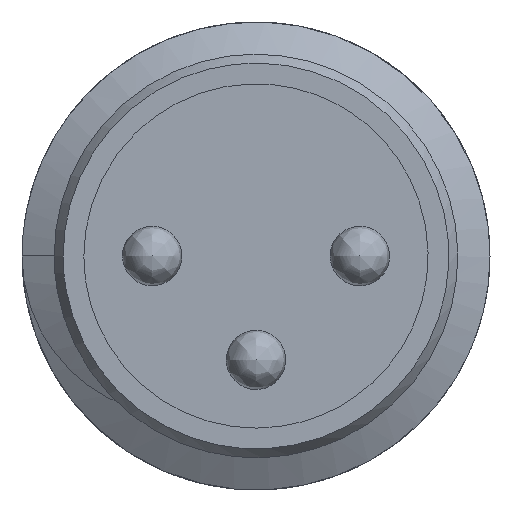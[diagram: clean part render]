
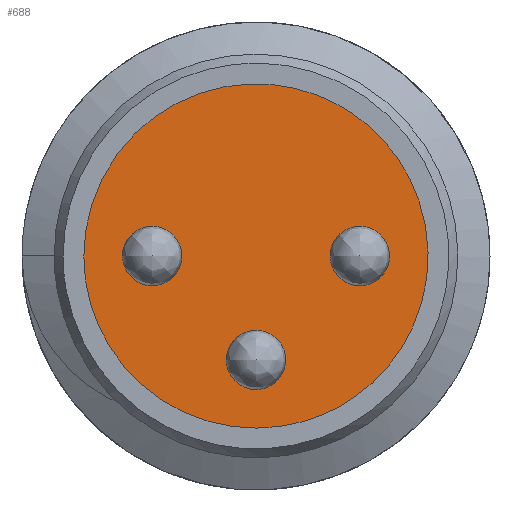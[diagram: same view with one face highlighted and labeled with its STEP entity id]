
A CAD part, left-side view. The second image highlights one B-rep face of the part: STEP entity #688.
In plain terms, the highlighted free-form (B-spline) face has degree [1, 1] with [2, 2] control points.
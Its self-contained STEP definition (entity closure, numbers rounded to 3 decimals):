
#617=CARTESIAN_POINT('',(5.,2.9,0.));
#618=VERTEX_POINT('',#617);
#624=CARTESIAN_POINT('',(5.,2.9,0.));
#625=CARTESIAN_POINT('',(5.,2.9,5.023));
#626=CARTESIAN_POINT('',(5.,-1.45,2.511));
#627=CARTESIAN_POINT('',(5.,-5.8,0.));
#628=CARTESIAN_POINT('',(5.,-1.45,-2.511));
#629=CARTESIAN_POINT('',(5.,2.9,-5.023));
#630=CARTESIAN_POINT('',(5.,2.9,0.));
#631=(BOUNDED_CURVE()B_SPLINE_CURVE(2,(#624,#625,#626,#627,#628,#629,#630),.CIRCULAR_ARC.,.T.,.U.)B_SPLINE_CURVE_WITH_KNOTS((3,2,2,3),(0.,0.333,0.667,1.),.UNSPECIFIED.)CURVE()GEOMETRIC_REPRESENTATION_ITEM()RATIONAL_B_SPLINE_CURVE((1.,0.5,1.,0.5,1.,0.5,1.))REPRESENTATION_ITEM(''));
#632=EDGE_CURVE('',#618,#618,#631,.T.);
#638=CARTESIAN_POINT('',(5.,-6.302,5.525));
#639=CARTESIAN_POINT('',(5.,-6.302,-5.525));
#640=CARTESIAN_POINT('',(5.,4.748,5.525));
#641=CARTESIAN_POINT('',(5.,4.748,-5.525));
#642=B_SPLINE_SURFACE_WITH_KNOTS('',1,1,((#638,#639),(#640,#641)),.PLANE_SURF.,.F.,.F.,.U.,(2,2),(2,2),(0.,1.),(0.,1.),.UNSPECIFIED.);
#643=ORIENTED_EDGE('',*,*,#632,.F.);
#644=EDGE_LOOP('',(#643));
#645=FACE_OUTER_BOUND('',#644,.T.);
#646=CARTESIAN_POINT('',(5.,-1.25,0.));
#647=VERTEX_POINT('',#646);
#648=CARTESIAN_POINT('',(5.,-1.25,0.));
#649=CARTESIAN_POINT('',(5.,-1.25,0.866));
#650=CARTESIAN_POINT('',(5.,-2.,0.433));
#651=CARTESIAN_POINT('',(5.,-2.75,0.));
#652=CARTESIAN_POINT('',(5.,-2.,-0.433));
#653=CARTESIAN_POINT('',(5.,-1.25,-0.866));
#654=CARTESIAN_POINT('',(5.,-1.25,0.));
#655=(BOUNDED_CURVE()B_SPLINE_CURVE(2,(#648,#649,#650,#651,#652,#653,#654),.CIRCULAR_ARC.,.T.,.U.)B_SPLINE_CURVE_WITH_KNOTS((3,2,2,3),(0.,0.333,0.667,1.),.UNSPECIFIED.)CURVE()GEOMETRIC_REPRESENTATION_ITEM()RATIONAL_B_SPLINE_CURVE((1.,0.5,1.,0.5,1.,0.5,1.))REPRESENTATION_ITEM(''));
#656=EDGE_CURVE('',#647,#647,#655,.T.);
#657=ORIENTED_EDGE('',*,*,#656,.T.);
#658=EDGE_LOOP('',(#657));
#659=FACE_BOUND('',#658,.T.);
#660=CARTESIAN_POINT('',(5.,2.25,0.));
#661=VERTEX_POINT('',#660);
#662=CARTESIAN_POINT('',(5.,2.25,0.));
#663=CARTESIAN_POINT('',(5.,2.25,0.866));
#664=CARTESIAN_POINT('',(5.,1.5,0.433));
#665=CARTESIAN_POINT('',(5.,0.75,0.));
#666=CARTESIAN_POINT('',(5.,1.5,-0.433));
#667=CARTESIAN_POINT('',(5.,2.25,-0.866));
#668=CARTESIAN_POINT('',(5.,2.25,0.));
#669=(BOUNDED_CURVE()B_SPLINE_CURVE(2,(#662,#663,#664,#665,#666,#667,#668),.CIRCULAR_ARC.,.T.,.U.)B_SPLINE_CURVE_WITH_KNOTS((3,2,2,3),(0.,0.333,0.667,1.),.UNSPECIFIED.)CURVE()GEOMETRIC_REPRESENTATION_ITEM()RATIONAL_B_SPLINE_CURVE((1.,0.5,1.,0.5,1.,0.5,1.))REPRESENTATION_ITEM(''));
#670=EDGE_CURVE('',#661,#661,#669,.T.);
#671=ORIENTED_EDGE('',*,*,#670,.T.);
#672=EDGE_LOOP('',(#671));
#673=FACE_BOUND('',#672,.T.);
#674=CARTESIAN_POINT('',(5.,0.5,-1.75));
#675=VERTEX_POINT('',#674);
#676=CARTESIAN_POINT('',(5.,0.5,-1.75));
#677=CARTESIAN_POINT('',(5.,0.5,-0.884));
#678=CARTESIAN_POINT('',(5.,-0.25,-1.317));
#679=CARTESIAN_POINT('',(5.,-1.,-1.75));
#680=CARTESIAN_POINT('',(5.,-0.25,-2.183));
#681=CARTESIAN_POINT('',(5.,0.5,-2.616));
#682=CARTESIAN_POINT('',(5.,0.5,-1.75));
#683=(BOUNDED_CURVE()B_SPLINE_CURVE(2,(#676,#677,#678,#679,#680,#681,#682),.CIRCULAR_ARC.,.T.,.U.)B_SPLINE_CURVE_WITH_KNOTS((3,2,2,3),(0.,0.333,0.667,1.),.UNSPECIFIED.)CURVE()GEOMETRIC_REPRESENTATION_ITEM()RATIONAL_B_SPLINE_CURVE((1.,0.5,1.,0.5,1.,0.5,1.))REPRESENTATION_ITEM(''));
#684=EDGE_CURVE('',#675,#675,#683,.T.);
#685=ORIENTED_EDGE('',*,*,#684,.T.);
#686=EDGE_LOOP('',(#685));
#687=FACE_BOUND('',#686,.T.);
#688=ADVANCED_FACE('',(#645,#659,#673,#687),#642,.T.);
